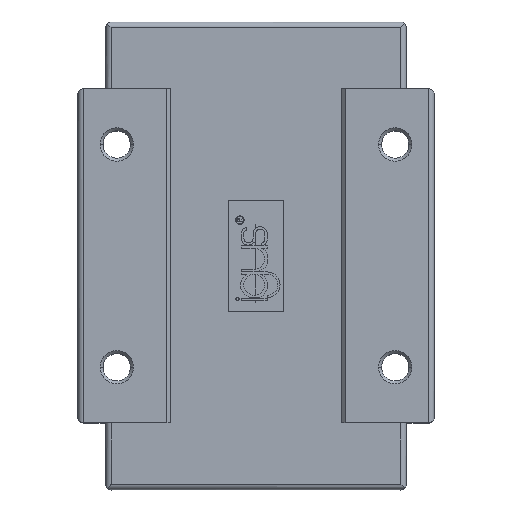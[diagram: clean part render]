
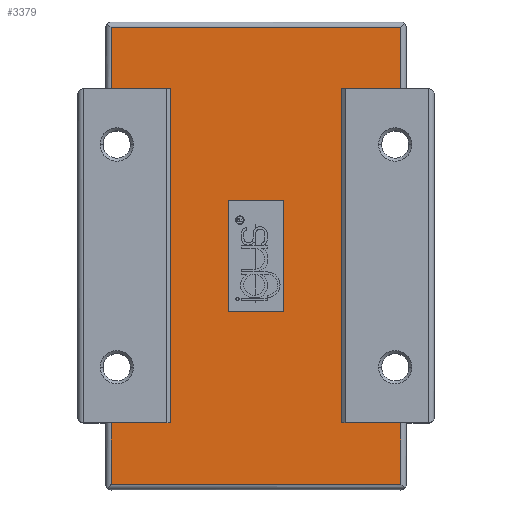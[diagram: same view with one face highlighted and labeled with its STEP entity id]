
A CAD part, top view. The second image highlights one B-rep face of the part: STEP entity #3379.
In plain terms, the highlighted planar face has unit normal (0, 0, 1).
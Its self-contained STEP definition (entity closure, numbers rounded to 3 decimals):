
#1611=VERTEX_POINT('',#4537);
#1801=VERTEX_POINT('',#4741);
#1895=EDGE_CURVE('',#4327,#2451,#4848,.T.);
#2155=VERTEX_POINT('',#5131);
#2253=EDGE_CURVE('',#2419,#3337,#5238,.T.);
#2353=EDGE_CURVE('',#3523,#1801,#5349,.T.);
#2419=VERTEX_POINT('',#5417);
#2429=EDGE_CURVE('',#3753,#4183,#5427,.T.);
#2451=VERTEX_POINT('',#5452);
#2511=VERTEX_POINT('',#5514);
#2587=EDGE_CURVE('',#2511,#3337,#5603,.T.);
#2679=EDGE_CURVE('',#2451,#3431,#5703,.T.);
#2891=EDGE_CURVE('',#4255,#3809,#5939,.T.);
#2923=EDGE_CURVE('',#2419,#4183,#5975,.T.);
#3129=EDGE_CURVE('',#1801,#1611,#6201,.T.);
#3267=EDGE_CURVE('',#3465,#2155,#6348,.T.);
#3291=EDGE_CURVE('',#4255,#2511,#6373,.T.);
#3337=VERTEX_POINT('',#6423);
#3361=EDGE_CURVE('',#1611,#4157,#6449,.T.);
#3379=ADVANCED_FACE('',(#6468,#6469),#6470,.T.);
#3431=VERTEX_POINT('',#6530);
#3465=VERTEX_POINT('',#6570);
#3523=VERTEX_POINT('',#6633);
#3615=EDGE_CURVE('',#4157,#3523,#6734,.T.);
#3753=VERTEX_POINT('',#6888);
#3793=EDGE_CURVE('',#3431,#3465,#6933,.T.);
#3807=EDGE_CURVE('',#3753,#2155,#6948,.T.);
#3809=VERTEX_POINT('',#6950);
#3835=EDGE_CURVE('',#3809,#4327,#6979,.T.);
#4157=VERTEX_POINT('',#7330);
#4183=VERTEX_POINT('',#7357);
#4255=VERTEX_POINT('',#7440);
#4327=VERTEX_POINT('',#7517);
#4537=CARTESIAN_POINT('',(2.5,16.0,7.2));
#4741=CARTESIAN_POINT('',(2.5,26.0,7.2));
#4848=LINE('',#8223,#8224);
#5131=CARTESIAN_POINT('',(13.0,41.5,7.2));
#5238=LINE('',#8769,#8770);
#5349=LINE('',#8927,#8928);
#5417=CARTESIAN_POINT('',(7.7,6.0,7.2));
#5427=LINE('',#9045,#9046);
#5452=CARTESIAN_POINT('',(-7.7,36.0,7.2));
#5514=CARTESIAN_POINT('',(13.0,0.5,7.2));
#5603=LINE('',#9283,#9284);
#5703=LINE('',#9426,#9427);
#5939=LINE('',#9765,#9766);
#5975=LINE('',#9818,#9819);
#6201=LINE('',#10137,#10138);
#6348=LINE('',#10350,#10351);
#6373=LINE('',#10387,#10388);
#6423=CARTESIAN_POINT('',(13.0,6.0,7.2));
#6449=LINE('',#10493,#10494);
#6468=FACE_BOUND('',#10519,.T.);
#6469=FACE_OUTER_BOUND('',#10520,.T.);
#6470=PLANE('',#10521);
#6530=CARTESIAN_POINT('',(-13.0,36.0,7.2));
#6570=CARTESIAN_POINT('',(-13.0,41.5,7.2));
#6633=CARTESIAN_POINT('',(-2.5,26.0,7.2));
#6734=LINE('',#10901,#10902);
#6888=CARTESIAN_POINT('',(13.0,36.0,7.2));
#6933=LINE('',#11200,#11201);
#6948=LINE('',#11221,#11222);
#6950=CARTESIAN_POINT('',(-13.0,6.0,7.2));
#6979=LINE('',#11261,#11262);
#7330=CARTESIAN_POINT('',(-2.5,16.0,7.2));
#7357=CARTESIAN_POINT('',(7.7,36.0,7.2));
#7440=CARTESIAN_POINT('',(-13.0,0.5,7.2));
#7517=CARTESIAN_POINT('',(-7.7,6.0,7.2));
#8223=CARTESIAN_POINT('',(-7.7,6.0,7.2));
#8224=VECTOR('',#12616,1.0);
#8769=CARTESIAN_POINT('',(0.,6.0,7.2));
#8770=VECTOR('',#13014,1.0);
#8927=CARTESIAN_POINT('',(0.0,26.0,7.2));
#8928=VECTOR('',#13133,1.0);
#9045=CARTESIAN_POINT('',(0.,36.0,7.2));
#9046=VECTOR('',#13189,1.0);
#9283=CARTESIAN_POINT('',(13.0,0.0,7.2));
#9284=VECTOR('',#13445,1.0);
#9426=CARTESIAN_POINT('',(0.,36.0,7.2));
#9427=VECTOR('',#13558,1.0);
#9765=CARTESIAN_POINT('',(-13.0,0.0,7.2));
#9766=VECTOR('',#13809,1.0);
#9818=CARTESIAN_POINT('',(7.7,6.0,7.2));
#9819=VECTOR('',#13859,1.0);
#10137=CARTESIAN_POINT('',(2.5,13.5,7.2));
#10138=VECTOR('',#14118,1.0);
#10350=CARTESIAN_POINT('',(0.0,41.5,7.2));
#10351=VECTOR('',#14239,1.0);
#10387=CARTESIAN_POINT('',(0.0,0.5,7.2));
#10388=VECTOR('',#14253,1.0);
#10493=CARTESIAN_POINT('',(0.0,16.0,7.2));
#10494=VECTOR('',#14328,1.0);
#10519=EDGE_LOOP('',(#14341,#14342,#14343,#14344));
#10520=EDGE_LOOP('',(#14345,#14346,#14347,#14348,#14349,#14350,#14351,#14352,#14353,#14354,#14355,#14356));
#10521=AXIS2_PLACEMENT_3D('',#14357,#14358,#14359);
#10901=CARTESIAN_POINT('',(-2.5,13.5,7.2));
#10902=VECTOR('',#14746,1.0);
#11200=CARTESIAN_POINT('',(-13.0,36.0,7.2));
#11201=VECTOR('',#14996,1.0);
#11221=CARTESIAN_POINT('',(13.0,36.0,7.2));
#11222=VECTOR('',#15007,1.0);
#11261=CARTESIAN_POINT('',(0.,6.0,7.2));
#11262=VECTOR('',#15046,1.0);
#12616=DIRECTION('',(0.0,1.0,0.0));
#13014=DIRECTION('',(1.0,0.0,-0.0));
#13133=DIRECTION('',(1.0,0.0,-0.0));
#13189=DIRECTION('',(-1.0,0.0,0.0));
#13445=DIRECTION('',(0.0,1.0,0.0));
#13558=DIRECTION('',(-1.0,0.0,0.0));
#13809=DIRECTION('',(0.0,1.0,0.0));
#13859=DIRECTION('',(0.0,1.0,0.0));
#14118=DIRECTION('',(0.0,-1.0,0.0));
#14239=DIRECTION('',(1.0,0.0,0.0));
#14253=DIRECTION('',(1.0,0.0,0.0));
#14328=DIRECTION('',(-1.0,0.0,0.0));
#14341=ORIENTED_EDGE('',*,*,#3361,.T.);
#14342=ORIENTED_EDGE('',*,*,#3615,.T.);
#14343=ORIENTED_EDGE('',*,*,#2353,.T.);
#14344=ORIENTED_EDGE('',*,*,#3129,.T.);
#14345=ORIENTED_EDGE('',*,*,#3793,.F.);
#14346=ORIENTED_EDGE('',*,*,#2679,.F.);
#14347=ORIENTED_EDGE('',*,*,#1895,.F.);
#14348=ORIENTED_EDGE('',*,*,#3835,.F.);
#14349=ORIENTED_EDGE('',*,*,#2891,.F.);
#14350=ORIENTED_EDGE('',*,*,#3291,.T.);
#14351=ORIENTED_EDGE('',*,*,#2587,.T.);
#14352=ORIENTED_EDGE('',*,*,#2253,.F.);
#14353=ORIENTED_EDGE('',*,*,#2923,.T.);
#14354=ORIENTED_EDGE('',*,*,#2429,.F.);
#14355=ORIENTED_EDGE('',*,*,#3807,.T.);
#14356=ORIENTED_EDGE('',*,*,#3267,.F.);
#14357=CARTESIAN_POINT('',(0.0,6.0,7.2));
#14358=DIRECTION('',(0.0,0.0,1.0));
#14359=DIRECTION('',(1.0,0.0,0.0));
#14746=DIRECTION('',(0.0,1.0,0.0));
#14996=DIRECTION('',(0.0,1.0,0.0));
#15007=DIRECTION('',(0.0,1.0,0.0));
#15046=DIRECTION('',(1.0,0.0,-0.0));
